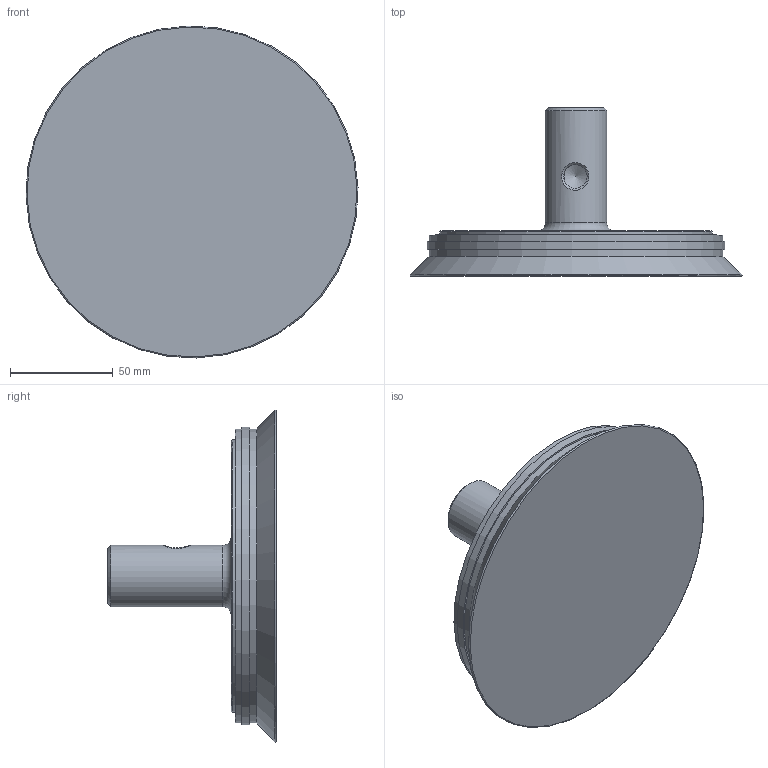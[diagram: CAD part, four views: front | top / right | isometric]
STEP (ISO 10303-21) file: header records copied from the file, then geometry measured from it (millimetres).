
FILE_DESCRIPTION(/* description */ (''),/* implementation_level */ '2;1');
FILE_NAME(/* name */ 'vma155sb.stp',/* time_stamp */ '2020-11-11T15:44:38+01:00',/* author */ ('enginyeria'),/* organization */ (''),/* preprocessor_version */ 'ST-DEVELOPER v17.2',/* originating_system */ 'Autodesk Inventor 2019',/* authorisation */ '');
FILE_SCHEMA (('CONFIG_CONTROL_DESIGN'));
Length unit declared in the file: millimetre
Products named in the file (1): Pieza76
Bounding box: 161.44 x 82 x 161.44 mm (x, y, z)
Volume: 411819.2 mm3; surface area: 55447.6 mm2
Topology: 1 solids, 1 shells, 22 faces, 60 edges, 44 vertices
Faces by surface type: cylinder 7, plane 6, cone 6, torus 2, bspline 1
Full cylindrical faces by diameter (mm): 11.445 x1, 12.376 x1, 30 x1, 132.5 x1, 143 x2, 144.654 x1
Entity records: 1388 total; most frequent: CARTESIAN_POINT 712, DIRECTION 139, ORIENTED_EDGE 116, AXIS2_PLACEMENT_3D 63, EDGE_CURVE 58, VERTEX_POINT 44, CIRCLE 41, EDGE_LOOP 28
